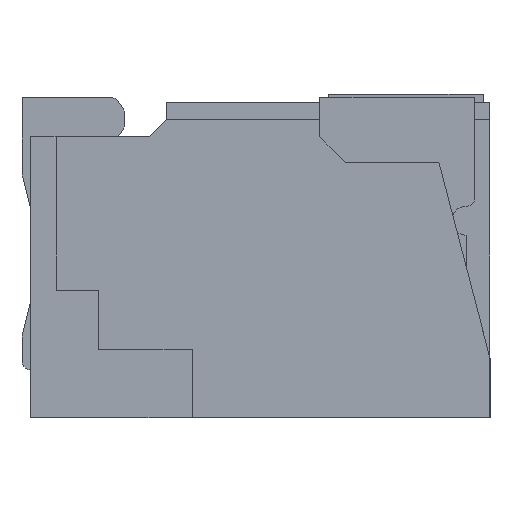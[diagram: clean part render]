
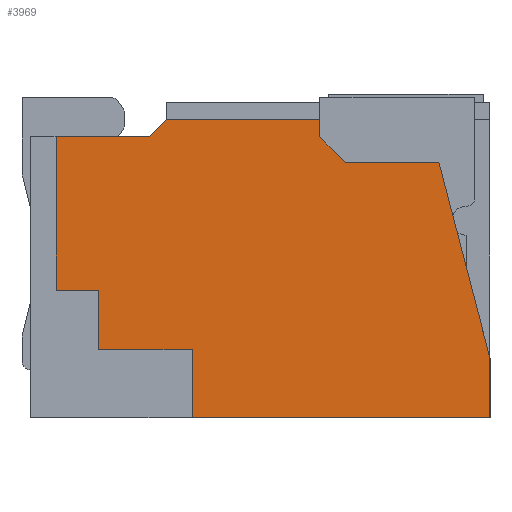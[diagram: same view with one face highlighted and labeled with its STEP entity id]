
A CAD part, left-side view. The second image highlights one B-rep face of the part: STEP entity #3969.
In plain terms, the highlighted planar face has unit normal (-1, 0, 0).
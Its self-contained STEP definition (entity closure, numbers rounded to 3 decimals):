
#822=ORIENTED_EDGE('',*,*,#1540,.F.);
#823=ORIENTED_EDGE('',*,*,#1545,.T.);
#824=ORIENTED_EDGE('',*,*,#1548,.T.);
#825=ORIENTED_EDGE('',*,*,#1559,.F.);
#826=ORIENTED_EDGE('',*,*,#1631,.F.);
#827=ORIENTED_EDGE('',*,*,#1629,.F.);
#828=ORIENTED_EDGE('',*,*,#1465,.F.);
#829=ORIENTED_EDGE('',*,*,#1628,.F.);
#830=ORIENTED_EDGE('',*,*,#1626,.F.);
#831=ORIENTED_EDGE('',*,*,#1624,.F.);
#832=ORIENTED_EDGE('',*,*,#1622,.F.);
#833=ORIENTED_EDGE('',*,*,#1620,.F.);
#834=ORIENTED_EDGE('',*,*,#1618,.F.);
#835=ORIENTED_EDGE('',*,*,#1523,.F.);
#1465=EDGE_CURVE('',#1964,#1965,#2412,.T.);
#1523=EDGE_CURVE('',#2015,#2016,#2470,.T.);
#1540=EDGE_CURVE('',#2026,#2015,#2487,.T.);
#1545=EDGE_CURVE('',#2026,#2030,#2492,.T.);
#1548=EDGE_CURVE('',#2030,#2032,#2495,.T.);
#1559=EDGE_CURVE('',#2038,#2032,#2506,.T.);
#1618=EDGE_CURVE('',#2016,#2073,#2565,.T.);
#1620=EDGE_CURVE('',#2073,#2074,#2567,.T.);
#1622=EDGE_CURVE('',#2074,#2075,#2569,.T.);
#1624=EDGE_CURVE('',#2075,#2076,#2571,.T.);
#1626=EDGE_CURVE('',#2076,#2077,#2573,.T.);
#1628=EDGE_CURVE('',#2077,#1964,#2575,.T.);
#1629=EDGE_CURVE('',#1965,#2078,#2576,.T.);
#1631=EDGE_CURVE('',#2078,#2038,#2578,.T.);
#1964=VERTEX_POINT('',#5764);
#1965=VERTEX_POINT('',#5766);
#2015=VERTEX_POINT('',#5878);
#2016=VERTEX_POINT('',#5880);
#2026=VERTEX_POINT('',#5911);
#2030=VERTEX_POINT('',#5921);
#2032=VERTEX_POINT('',#5927);
#2038=VERTEX_POINT('',#5950);
#2073=VERTEX_POINT('',#6068);
#2074=VERTEX_POINT('',#6072);
#2075=VERTEX_POINT('',#6076);
#2076=VERTEX_POINT('',#6080);
#2077=VERTEX_POINT('',#6084);
#2078=VERTEX_POINT('',#6090);
#2412=LINE('',#5765,#2955);
#2470=LINE('',#5879,#3013);
#2487=LINE('',#5912,#3030);
#2492=LINE('',#5922,#3035);
#2495=LINE('',#5928,#3038);
#2506=LINE('',#5949,#3049);
#2565=LINE('',#6067,#3108);
#2567=LINE('',#6071,#3110);
#2569=LINE('',#6075,#3112);
#2571=LINE('',#6079,#3114);
#2573=LINE('',#6083,#3116);
#2575=LINE('',#6087,#3118);
#2576=LINE('',#6089,#3119);
#2578=LINE('',#6093,#3121);
#2955=VECTOR('',#4677,1000.);
#3013=VECTOR('',#4745,1000.);
#3030=VECTOR('',#4772,1000.);
#3035=VECTOR('',#4779,1000.);
#3038=VECTOR('',#4784,1000.);
#3049=VECTOR('',#4805,1000.);
#3108=VECTOR('',#4912,1000.);
#3110=VECTOR('',#4916,1000.);
#3112=VECTOR('',#4920,1000.);
#3114=VECTOR('',#4924,1000.);
#3116=VECTOR('',#4928,1000.);
#3118=VECTOR('',#4932,1000.);
#3119=VECTOR('',#4935,1000.);
#3121=VECTOR('',#4939,1000.);
#3395=EDGE_LOOP('',(#822,#823,#824,#825,#826,#827,#828,#829,#830,#831,#832,
#833,#834,#835));
#3598=FACE_BOUND('',#3395,.T.);
#3791=PLANE('',#4199);
#3969=ADVANCED_FACE('',(#3598),#3791,.T.);
#4199=AXIS2_PLACEMENT_3D('',#6094,#4940,#4941);
#4677=DIRECTION('',(0.,-1.,0.));
#4745=DIRECTION('',(0.,0.,-1.));
#4772=DIRECTION('',(0.,-0.252,-0.968));
#4779=DIRECTION('',(0.,1.,0.));
#4784=DIRECTION('',(0.,0.707,0.707));
#4805=DIRECTION('',(0.,0.,-1.));
#4912=DIRECTION('',(0.,1.,0.));
#4916=DIRECTION('',(0.,0.,1.));
#4920=DIRECTION('',(0.,1.,0.));
#4924=DIRECTION('',(0.,0.,1.));
#4928=DIRECTION('',(0.,1.,0.));
#4932=DIRECTION('',(0.,0.,1.));
#4935=DIRECTION('',(0.,-0.707,0.707));
#4939=DIRECTION('',(0.,-1.,0.));
#4940=DIRECTION('',(-1.,0.,0.));
#4941=DIRECTION('',(0.,-1.,0.));
#5764=CARTESIAN_POINT('',(-2.7,1.2,1.65));
#5765=CARTESIAN_POINT('',(-2.7,-1.35,1.65));
#5766=CARTESIAN_POINT('',(-2.7,0.65,1.65));
#5878=CARTESIAN_POINT('',(-2.7,-1.35,0.35));
#5879=CARTESIAN_POINT('',(-2.7,-1.35,1.85));
#5880=CARTESIAN_POINT('',(-2.7,-1.35,0.));
#5911=CARTESIAN_POINT('',(-2.7,-1.05,1.5));
#5912=CARTESIAN_POINT('',(-2.7,-1.05,1.5));
#5921=CARTESIAN_POINT('',(-2.7,-0.5,1.5));
#5922=CARTESIAN_POINT('',(-2.7,-1.35,1.5));
#5927=CARTESIAN_POINT('',(-2.7,-0.35,1.65));
#5928=CARTESIAN_POINT('',(-2.7,-0.75,1.25));
#5949=CARTESIAN_POINT('',(-2.7,-0.35,1.75));
#5950=CARTESIAN_POINT('',(-2.7,-0.35,1.75));
#6067=CARTESIAN_POINT('',(-2.7,-1.35,0.));
#6068=CARTESIAN_POINT('',(-2.7,0.4,0.));
#6071=CARTESIAN_POINT('',(-2.7,0.4,0.));
#6072=CARTESIAN_POINT('',(-2.7,0.4,0.4));
#6075=CARTESIAN_POINT('',(-2.7,0.4,0.4));
#6076=CARTESIAN_POINT('',(-2.7,0.95,0.4));
#6079=CARTESIAN_POINT('',(-2.7,0.95,0.4));
#6080=CARTESIAN_POINT('',(-2.7,0.95,0.75));
#6083=CARTESIAN_POINT('',(-2.7,0.95,0.75));
#6084=CARTESIAN_POINT('',(-2.7,1.2,0.75));
#6087=CARTESIAN_POINT('',(-2.7,1.2,0.75));
#6089=CARTESIAN_POINT('',(-2.7,-0.45,2.75));
#6090=CARTESIAN_POINT('',(-2.7,0.55,1.75));
#6093=CARTESIAN_POINT('',(-2.7,0.55,1.75));
#6094=CARTESIAN_POINT('',(-2.7,-1.35,1.85));
